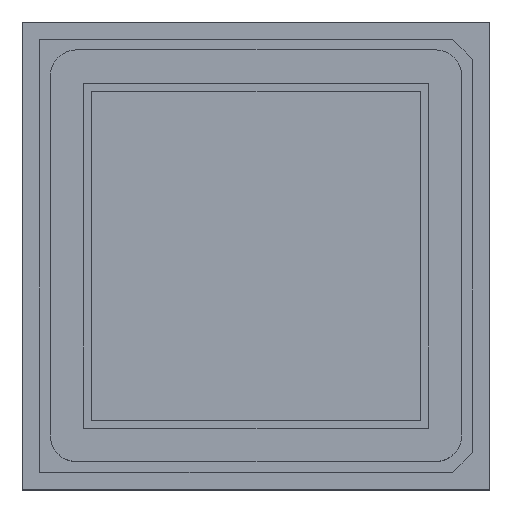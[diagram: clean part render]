
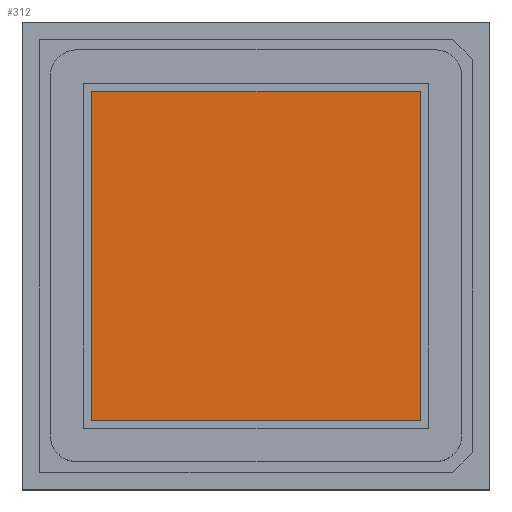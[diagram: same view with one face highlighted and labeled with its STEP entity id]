
A CAD part, top view. The second image highlights one B-rep face of the part: STEP entity #312.
In plain terms, the highlighted planar face has unit normal (0, 0, 1).
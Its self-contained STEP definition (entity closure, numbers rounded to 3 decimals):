
#50 = CARTESIAN_POINT ( 'NONE',  ( 1.23, 1.233, 1.7 ) ) ;
#78 = LINE ( 'NONE', #567, #2959 ) ;
#101 = VERTEX_POINT ( 'NONE', #644 ) ;
#194 = DIRECTION ( 'NONE',  ( 0., -1., 0. ) ) ;
#258 = CARTESIAN_POINT ( 'NONE',  ( -1.23, 1.233, 1.7 ) ) ;
#312 = ADVANCED_FACE ( 'NONE', ( #774 ), #2718, .F. ) ;
#393 = EDGE_LOOP ( 'NONE', ( #542, #641, #1518, #1852 ) ) ;
#542 = ORIENTED_EDGE ( 'NONE', *, *, #2395, .F. ) ;
#567 = CARTESIAN_POINT ( 'NONE',  ( 0., 1.233, 1.7 ) ) ;
#630 = VERTEX_POINT ( 'NONE', #50 ) ;
#641 = ORIENTED_EDGE ( 'NONE', *, *, #1370, .F. ) ;
#644 = CARTESIAN_POINT ( 'NONE',  ( -1.23, -1.227, 1.7 ) ) ;
#664 = EDGE_CURVE ( 'NONE', #1103, #101, #1577, .T. ) ;
#774 = FACE_OUTER_BOUND ( 'NONE', #393, .T. ) ;
#931 = LINE ( 'NONE', #1432, #1049 ) ;
#1049 = VECTOR ( 'NONE', #194, 1000. ) ;
#1061 = AXIS2_PLACEMENT_3D ( 'NONE', #1229, #1184, #1485 ) ;
#1103 = VERTEX_POINT ( 'NONE', #1724 ) ;
#1184 = DIRECTION ( 'NONE',  ( 0., 0., -1. ) ) ;
#1229 = CARTESIAN_POINT ( 'NONE',  ( 1.23, -1.227, 1.7 ) ) ;
#1338 = DIRECTION ( 'NONE',  ( -1., 0., 0. ) ) ;
#1370 = EDGE_CURVE ( 'NONE', #1713, #630, #78, .T. ) ;
#1432 = CARTESIAN_POINT ( 'NONE',  ( 1.23, 0.003, 1.7 ) ) ;
#1485 = DIRECTION ( 'NONE',  ( -1., 0., 0. ) ) ;
#1518 = ORIENTED_EDGE ( 'NONE', *, *, #2263, .F. ) ;
#1577 = LINE ( 'NONE', #2836, #2256 ) ;
#1713 = VERTEX_POINT ( 'NONE', #258 ) ;
#1724 = CARTESIAN_POINT ( 'NONE',  ( 1.23, -1.227, 1.7 ) ) ;
#1783 = LINE ( 'NONE', #1940, #2681 ) ;
#1852 = ORIENTED_EDGE ( 'NONE', *, *, #664, .F. ) ;
#1940 = CARTESIAN_POINT ( 'NONE',  ( -1.23, 0.003, 1.7 ) ) ;
#2256 = VECTOR ( 'NONE', #1338, 1000. ) ;
#2263 = EDGE_CURVE ( 'NONE', #101, #1713, #1783, .T. ) ;
#2395 = EDGE_CURVE ( 'NONE', #630, #1103, #931, .T. ) ;
#2558 = DIRECTION ( 'NONE',  ( 1., 0., 0. ) ) ;
#2681 = VECTOR ( 'NONE', #2689, 1000. ) ;
#2689 = DIRECTION ( 'NONE',  ( 0., 1., 0. ) ) ;
#2718 = PLANE ( 'NONE',  #1061 ) ;
#2836 = CARTESIAN_POINT ( 'NONE',  ( 0., -1.227, 1.7 ) ) ;
#2959 = VECTOR ( 'NONE', #2558, 1000. ) ;
